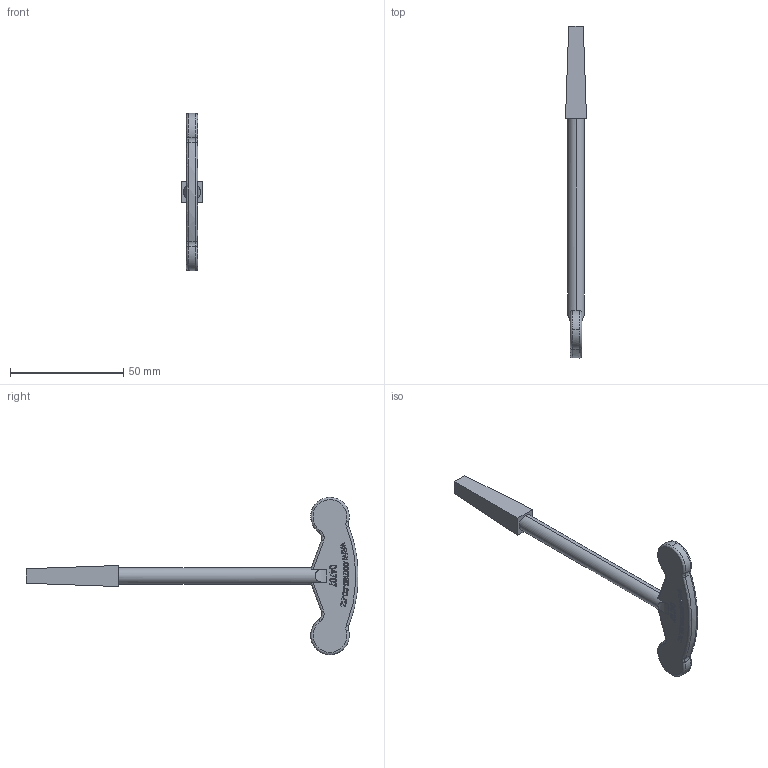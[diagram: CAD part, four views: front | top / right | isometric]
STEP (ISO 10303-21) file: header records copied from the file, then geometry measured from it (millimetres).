
FILE_DESCRIPTION (( 'STEP AP214' ), '1' );
FILE_NAME ('04707-T Key 150mm.STEP', '2018-11-12T03:06:20', ( '' ), ( '' ), 'SwSTEP 2.0', 'SolidWorks 2018', '' );
FILE_SCHEMA (( 'AUTOMOTIVE_DESIGN' ));
Length unit declared in the file: millimetre
Products named in the file (1): 04707-T Key 150mm
Bounding box: 9.3 x 146.74 x 69.49 mm (x, y, z)
Volume: 11899.8 mm3; surface area: 6349.1 mm2
Topology: 1 solids, 1 shells, 288 faces, 761 edges, 502 vertices
Faces by surface type: plane 167, bspline 111, cylinder 10
Entity records: 15979 total; most frequent: CARTESIAN_POINT 9631, ORIENTED_EDGE 1522, DIRECTION 871, EDGE_CURVE 761, LINE 511, VECTOR 511, VERTEX_POINT 502, EDGE_LOOP 315
